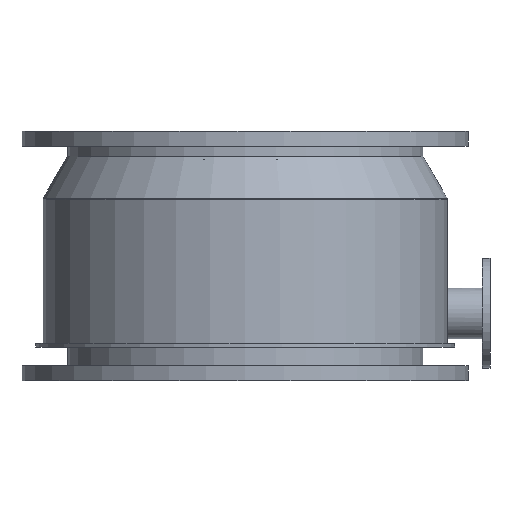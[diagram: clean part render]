
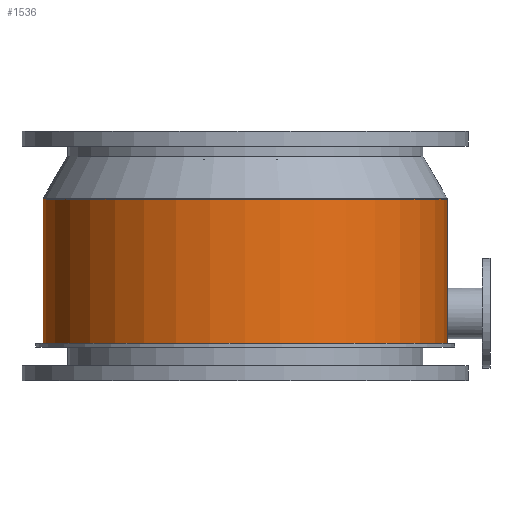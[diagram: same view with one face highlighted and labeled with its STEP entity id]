
A CAD part, left-side view. The second image highlights one B-rep face of the part: STEP entity #1536.
In plain terms, the highlighted cylindrical face has radius 405 mm (diameter 810 mm), a full revolution.
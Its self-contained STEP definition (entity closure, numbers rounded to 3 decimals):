
#15=B_SPLINE_CURVE_WITH_KNOTS('',3,(#2678,#2679,#2680,#2681,#2682,#2683,
#2684,#2685,#2686,#2687,#2688,#2689,#2690,#2691,#2692,#2693,#2694,#2695,
#2696,#2697,#2698,#2699,#2700,#2701,#2702,#2703,#2704,#2705,#2706,#2707,
#2708,#2709,#2710,#2711,#2712,#2713,#2714,#2715,#2716,#2717,#2718,#2719,
#2720,#2721,#2722,#2723,#2724,#2725,#2726,#2727,#2728,#2729,#2730,#2731,
#2732,#2733,#2734,#2735,#2736,#2737,#2738,#2739,#2740,#2741,#2742,#2743,
#2744,#2745,#2746,#2747,#2748,#2749,#2750,#2751),.UNSPECIFIED.,.T.,.F.,
(4,2,2,2,2,2,2,2,2,2,2,2,2,2,2,2,2,2,2,2,2,2,2,2,2,2,2,2,2,2,2,2,2,2,2,
2,4),(0.,0.918,1.835,2.753,3.671,
5.401,7.132,8.862,10.593,13.278,
15.963,18.648,21.333,23.276,24.247,
25.218,25.874,26.202,26.529,26.857,
27.185,27.84,28.811,29.783,31.725,
34.41,37.096,39.781,42.466,44.196,
45.927,47.657,49.388,50.306,51.223,
52.141,53.059),.UNSPECIFIED.);
#224=FACE_BOUND('',#596,.T.);
#225=FACE_BOUND('',#597,.T.);
#332=FACE_OUTER_BOUND('',#595,.T.);
#595=EDGE_LOOP('',(#1338));
#596=EDGE_LOOP('',(#1339));
#597=EDGE_LOOP('',(#1340));
#768=CIRCLE('',#1761,405.);
#769=CIRCLE('',#1762,405.);
#916=VERTEX_POINT('',#2677);
#917=VERTEX_POINT('',#2754);
#918=VERTEX_POINT('',#2756);
#1065=EDGE_CURVE('',#916,#916,#15,.T.);
#1066=EDGE_CURVE('',#917,#917,#768,.T.);
#1067=EDGE_CURVE('',#918,#918,#769,.T.);
#1338=ORIENTED_EDGE('',*,*,#1066,.F.);
#1339=ORIENTED_EDGE('',*,*,#1067,.T.);
#1340=ORIENTED_EDGE('',*,*,#1065,.T.);
#1448=CYLINDRICAL_SURFACE('',#1760,405.);
#1536=ADVANCED_FACE('',(#332,#224,#225),#1448,.T.);
#1760=AXIS2_PLACEMENT_3D('',#2753,#2199,#2200);
#1761=AXIS2_PLACEMENT_3D('',#2755,#2201,#2202);
#1762=AXIS2_PLACEMENT_3D('',#2757,#2203,#2204);
#2199=DIRECTION('center_axis',(0.,0.,1.));
#2200=DIRECTION('ref_axis',(-1.,0.,0.));
#2201=DIRECTION('center_axis',(0.,0.,-1.));
#2202=DIRECTION('ref_axis',(-1.,0.,0.));
#2203=DIRECTION('center_axis',(0.,0.,-1.));
#2204=DIRECTION('ref_axis',(-1.,0.,0.));
#2677=CARTESIAN_POINT('',(299.2,-272.955,60.));
#2678=CARTESIAN_POINT('Ctrl Pts',(299.2,-272.955,60.));
#2679=CARTESIAN_POINT('Ctrl Pts',(299.2,-272.955,63.059));
#2680=CARTESIAN_POINT('Ctrl Pts',(299.481,-272.647,66.165));
#2681=CARTESIAN_POINT('Ctrl Pts',(300.598,-271.416,72.231));
#2682=CARTESIAN_POINT('Ctrl Pts',(301.433,-270.491,75.191));
#2683=CARTESIAN_POINT('Ctrl Pts',(303.541,-268.123,80.763));
#2684=CARTESIAN_POINT('Ctrl Pts',(304.816,-266.677,83.382));
#2685=CARTESIAN_POINT('Ctrl Pts',(307.623,-263.434,88.151));
#2686=CARTESIAN_POINT('Ctrl Pts',(309.154,-261.638,90.302));
#2687=CARTESIAN_POINT('Ctrl Pts',(313.612,-256.307,95.745));
#2688=CARTESIAN_POINT('Ctrl Pts',(316.831,-252.335,98.698));
#2689=CARTESIAN_POINT('Ctrl Pts',(323.529,-243.688,103.555));
#2690=CARTESIAN_POINT('Ctrl Pts',(327.009,-239.011,105.454));
#2691=CARTESIAN_POINT('Ctrl Pts',(333.928,-229.245,108.336));
#2692=CARTESIAN_POINT('Ctrl Pts',(337.367,-224.155,109.318));
#2693=CARTESIAN_POINT('Ctrl Pts',(343.952,-213.914,110.55));
#2694=CARTESIAN_POINT('Ctrl Pts',(347.098,-208.762,110.8));
#2695=CARTESIAN_POINT('Ctrl Pts',(354.504,-196.042,110.8));
#2696=CARTESIAN_POINT('Ctrl Pts',(358.928,-187.844,110.197));
#2697=CARTESIAN_POINT('Ctrl Pts',(367.298,-170.899,107.96));
#2698=CARTESIAN_POINT('Ctrl Pts',(371.245,-162.151,106.329));
#2699=CARTESIAN_POINT('Ctrl Pts',(378.453,-144.529,102.286));
#2700=CARTESIAN_POINT('Ctrl Pts',(381.717,-135.652,99.876));
#2701=CARTESIAN_POINT('Ctrl Pts',(387.468,-118.228,94.528));
#2702=CARTESIAN_POINT('Ctrl Pts',(389.956,-109.679,91.595));
#2703=CARTESIAN_POINT('Ctrl Pts',(393.584,-95.675,86.239));
#2704=CARTESIAN_POINT('Ctrl Pts',(395.098,-89.242,83.607));
#2705=CARTESIAN_POINT('Ctrl Pts',(397.071,-79.814,79.174));
#2706=CARTESIAN_POINT('Ctrl Pts',(397.68,-76.711,77.615));
#2707=CARTESIAN_POINT('Ctrl Pts',(398.778,-70.781,74.296));
#2708=CARTESIAN_POINT('Ctrl Pts',(399.267,-67.95,72.544));
#2709=CARTESIAN_POINT('Ctrl Pts',(399.965,-63.685,69.27));
#2710=CARTESIAN_POINT('Ctrl Pts',(400.245,-61.896,67.7));
#2711=CARTESIAN_POINT('Ctrl Pts',(400.557,-59.83,65.044));
#2712=CARTESIAN_POINT('Ctrl Pts',(400.643,-59.246,64.107));
#2713=CARTESIAN_POINT('Ctrl Pts',(400.765,-58.418,62.131));
#2714=CARTESIAN_POINT('Ctrl Pts',(400.8,-58.175,61.092));
#2715=CARTESIAN_POINT('Ctrl Pts',(400.8,-58.175,58.908));
#2716=CARTESIAN_POINT('Ctrl Pts',(400.765,-58.418,57.869));
#2717=CARTESIAN_POINT('Ctrl Pts',(400.643,-59.246,55.893));
#2718=CARTESIAN_POINT('Ctrl Pts',(400.557,-59.83,54.956));
#2719=CARTESIAN_POINT('Ctrl Pts',(400.245,-61.896,52.3));
#2720=CARTESIAN_POINT('Ctrl Pts',(399.965,-63.685,50.73));
#2721=CARTESIAN_POINT('Ctrl Pts',(399.267,-67.95,47.456));
#2722=CARTESIAN_POINT('Ctrl Pts',(398.778,-70.781,45.704));
#2723=CARTESIAN_POINT('Ctrl Pts',(397.68,-76.711,42.385));
#2724=CARTESIAN_POINT('Ctrl Pts',(397.071,-79.814,40.826));
#2725=CARTESIAN_POINT('Ctrl Pts',(395.098,-89.242,36.393));
#2726=CARTESIAN_POINT('Ctrl Pts',(393.584,-95.675,33.761));
#2727=CARTESIAN_POINT('Ctrl Pts',(389.956,-109.679,28.405));
#2728=CARTESIAN_POINT('Ctrl Pts',(387.468,-118.228,25.472));
#2729=CARTESIAN_POINT('Ctrl Pts',(381.717,-135.652,20.124));
#2730=CARTESIAN_POINT('Ctrl Pts',(378.453,-144.529,17.714));
#2731=CARTESIAN_POINT('Ctrl Pts',(371.245,-162.151,13.671));
#2732=CARTESIAN_POINT('Ctrl Pts',(367.298,-170.899,12.04));
#2733=CARTESIAN_POINT('Ctrl Pts',(358.928,-187.844,9.803));
#2734=CARTESIAN_POINT('Ctrl Pts',(354.504,-196.042,9.2));
#2735=CARTESIAN_POINT('Ctrl Pts',(347.098,-208.762,9.2));
#2736=CARTESIAN_POINT('Ctrl Pts',(343.952,-213.914,9.45));
#2737=CARTESIAN_POINT('Ctrl Pts',(337.367,-224.155,10.682));
#2738=CARTESIAN_POINT('Ctrl Pts',(333.928,-229.245,11.664));
#2739=CARTESIAN_POINT('Ctrl Pts',(327.009,-239.011,14.546));
#2740=CARTESIAN_POINT('Ctrl Pts',(323.529,-243.688,16.445));
#2741=CARTESIAN_POINT('Ctrl Pts',(316.831,-252.335,21.302));
#2742=CARTESIAN_POINT('Ctrl Pts',(313.612,-256.307,24.255));
#2743=CARTESIAN_POINT('Ctrl Pts',(309.154,-261.638,29.698));
#2744=CARTESIAN_POINT('Ctrl Pts',(307.623,-263.434,31.849));
#2745=CARTESIAN_POINT('Ctrl Pts',(304.816,-266.677,36.618));
#2746=CARTESIAN_POINT('Ctrl Pts',(303.541,-268.123,39.237));
#2747=CARTESIAN_POINT('Ctrl Pts',(301.433,-270.491,44.809));
#2748=CARTESIAN_POINT('Ctrl Pts',(300.598,-271.416,47.769));
#2749=CARTESIAN_POINT('Ctrl Pts',(299.481,-272.647,53.835));
#2750=CARTESIAN_POINT('Ctrl Pts',(299.2,-272.955,56.941));
#2751=CARTESIAN_POINT('Ctrl Pts',(299.2,-272.955,60.));
#2753=CARTESIAN_POINT('Origin',(0.,0.,0.));
#2754=CARTESIAN_POINT('',(405.,0.,0.));
#2755=CARTESIAN_POINT('Origin',(0.,0.,0.));
#2756=CARTESIAN_POINT('',(405.,0.,289.));
#2757=CARTESIAN_POINT('Origin',(0.,0.,289.));
